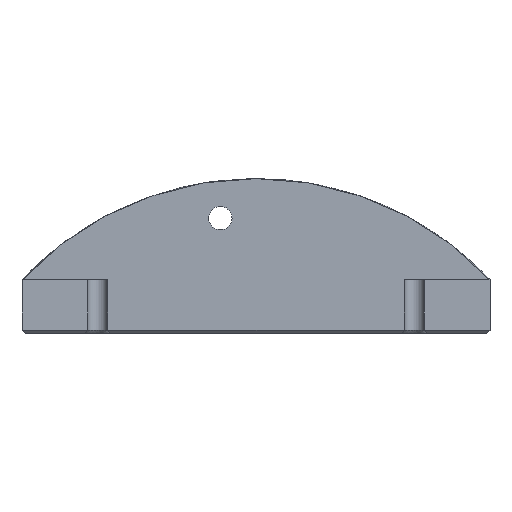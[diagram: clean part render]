
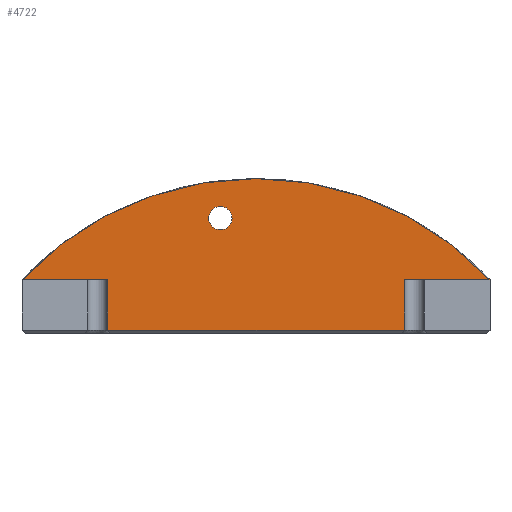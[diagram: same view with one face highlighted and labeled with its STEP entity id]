
A CAD part, front view. The second image highlights one B-rep face of the part: STEP entity #4722.
In plain terms, the highlighted planar face has unit normal (0, -1, 0).
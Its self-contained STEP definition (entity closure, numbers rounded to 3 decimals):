
#9 = LINE ( 'NONE', #2670, #424 ) ;
#282 = CARTESIAN_POINT ( 'NONE',  ( 70., 5., 8. ) ) ;
#381 = EDGE_CURVE ( 'NONE', #7616, #4653, #4652, .T. ) ;
#424 = VECTOR ( 'NONE', #6907, 1000. ) ;
#426 = EDGE_CURVE ( 'NONE', #2648, #5007, #6256, .T. ) ;
#475 = VERTEX_POINT ( 'NONE', #1651 ) ;
#585 = CARTESIAN_POINT ( 'NONE',  ( 60.2, 5., 8. ) ) ;
#636 = CARTESIAN_POINT ( 'NONE',  ( 57.2, 5., 0.5 ) ) ;
#649 = DIRECTION ( 'NONE',  ( -1., 0., 0. ) ) ;
#804 = DIRECTION ( 'NONE',  ( 1., 0., 0. ) ) ;
#940 = CARTESIAN_POINT ( 'NONE',  ( 0., 5., 0.5 ) ) ;
#960 = VERTEX_POINT ( 'NONE', #4027 ) ;
#1209 = FACE_OUTER_BOUND ( 'NONE', #3318, .T. ) ;
#1300 = VECTOR ( 'NONE', #3756, 1000. ) ;
#1303 = VECTOR ( 'NONE', #6272, 1000. ) ;
#1446 = DIRECTION ( 'NONE',  ( 0., -1., 0. ) ) ;
#1651 = CARTESIAN_POINT ( 'NONE',  ( 12.8, 5., 0.5 ) ) ;
#1695 = LINE ( 'NONE', #3073, #4902 ) ;
#1787 = ORIENTED_EDGE ( 'NONE', *, *, #426, .T. ) ;
#2526 = EDGE_CURVE ( 'NONE', #5016, #5239, #3527, .T. ) ;
#2569 = FACE_BOUND ( 'NONE', #5121, .T. ) ;
#2648 = VERTEX_POINT ( 'NONE', #585 ) ;
#2670 = CARTESIAN_POINT ( 'NONE',  ( 0., 5., 8. ) ) ;
#2692 = ORIENTED_EDGE ( 'NONE', *, *, #4179, .T. ) ;
#2977 = CARTESIAN_POINT ( 'NONE',  ( 0., 5., 8. ) ) ;
#3002 = ORIENTED_EDGE ( 'NONE', *, *, #8407, .T. ) ;
#3058 = CARTESIAN_POINT ( 'NONE',  ( 29.67, 5., 17.25 ) ) ;
#3073 = CARTESIAN_POINT ( 'NONE',  ( 0., 5., 8. ) ) ;
#3098 = CARTESIAN_POINT ( 'NONE',  ( 31.42, 5., 17.25 ) ) ;
#3148 = DIRECTION ( 'NONE',  ( 0., 1., 0. ) ) ;
#3252 = CARTESIAN_POINT ( 'NONE',  ( 0., 5., 8. ) ) ;
#3318 = EDGE_LOOP ( 'NONE', ( #4564, #4754, #3926, #4942, #1787, #5782, #2692, #3002 ) ) ;
#3411 = CIRCLE ( 'NONE', #8294, 48. ) ;
#3431 = ORIENTED_EDGE ( 'NONE', *, *, #7935, .F. ) ;
#3527 = LINE ( 'NONE', #6186, #5514 ) ;
#3542 = AXIS2_PLACEMENT_3D ( 'NONE', #6750, #1446, #804 ) ;
#3560 = EDGE_CURVE ( 'NONE', #5007, #5509, #3411, .T. ) ;
#3656 = CARTESIAN_POINT ( 'NONE',  ( 57.2, 5., 8. ) ) ;
#3756 = DIRECTION ( 'NONE',  ( 1., 0., 0. ) ) ;
#3765 = DIRECTION ( 'NONE',  ( 0., -1., 0. ) ) ;
#3926 = ORIENTED_EDGE ( 'NONE', *, *, #2526, .F. ) ;
#4027 = CARTESIAN_POINT ( 'NONE',  ( 9.8, 5., 8. ) ) ;
#4179 = EDGE_CURVE ( 'NONE', #5509, #960, #4409, .T. ) ;
#4267 = VECTOR ( 'NONE', #6320, 1000. ) ;
#4295 = DIRECTION ( 'NONE',  ( 1., 0., 0. ) ) ;
#4409 = LINE ( 'NONE', #7079, #1300 ) ;
#4564 = ORIENTED_EDGE ( 'NONE', *, *, #6663, .T. ) ;
#4652 = CIRCLE ( 'NONE', #3542, 1.75 ) ;
#4653 = VERTEX_POINT ( 'NONE', #3098 ) ;
#4722 = ADVANCED_FACE ( 'NONE', ( #1209, #2569 ), #8486, .F. ) ;
#4754 = ORIENTED_EDGE ( 'NONE', *, *, #4992, .T. ) ;
#4755 = CARTESIAN_POINT ( 'NONE',  ( 12.8, 5., 8. ) ) ;
#4902 = VECTOR ( 'NONE', #8459, 1000. ) ;
#4909 = CARTESIAN_POINT ( 'NONE',  ( 35., 5., -24.848 ) ) ;
#4942 = ORIENTED_EDGE ( 'NONE', *, *, #7723, .T. ) ;
#4992 = EDGE_CURVE ( 'NONE', #475, #5239, #7018, .T. ) ;
#5007 = VERTEX_POINT ( 'NONE', #282 ) ;
#5016 = VERTEX_POINT ( 'NONE', #3656 ) ;
#5121 = EDGE_LOOP ( 'NONE', ( #3431, #6585 ) ) ;
#5220 = AXIS2_PLACEMENT_3D ( 'NONE', #7255, #3148, #649 ) ;
#5239 = VERTEX_POINT ( 'NONE', #636 ) ;
#5449 = DIRECTION ( 'NONE',  ( 0., 0., -1. ) ) ;
#5509 = VERTEX_POINT ( 'NONE', #3252 ) ;
#5514 = VECTOR ( 'NONE', #5449, 1000. ) ;
#5627 = VECTOR ( 'NONE', #4295, 1000. ) ;
#5782 = ORIENTED_EDGE ( 'NONE', *, *, #3560, .T. ) ;
#6022 = CIRCLE ( 'NONE', #7841, 1.75 ) ;
#6186 = CARTESIAN_POINT ( 'NONE',  ( 57.2, 5., 8. ) ) ;
#6245 = VERTEX_POINT ( 'NONE', #6927 ) ;
#6256 = LINE ( 'NONE', #2977, #5627 ) ;
#6272 = DIRECTION ( 'NONE',  ( 1., 0., 0. ) ) ;
#6320 = DIRECTION ( 'NONE',  ( 0., 0., -1. ) ) ;
#6585 = ORIENTED_EDGE ( 'NONE', *, *, #381, .F. ) ;
#6663 = EDGE_CURVE ( 'NONE', #6245, #475, #8001, .T. ) ;
#6750 = CARTESIAN_POINT ( 'NONE',  ( 29.67, 5., 17.25 ) ) ;
#6907 = DIRECTION ( 'NONE',  ( 1., 0., 0. ) ) ;
#6926 = DIRECTION ( 'NONE',  ( -1., 0., 0. ) ) ;
#6927 = CARTESIAN_POINT ( 'NONE',  ( 12.8, 5., 8. ) ) ;
#7018 = LINE ( 'NONE', #940, #1303 ) ;
#7079 = CARTESIAN_POINT ( 'NONE',  ( 0., 5., 8. ) ) ;
#7255 = CARTESIAN_POINT ( 'NONE',  ( 0., 5., 8. ) ) ;
#7581 = DIRECTION ( 'NONE',  ( 0., -1., 0. ) ) ;
#7616 = VERTEX_POINT ( 'NONE', #8631 ) ;
#7723 = EDGE_CURVE ( 'NONE', #5016, #2648, #9, .T. ) ;
#7841 = AXIS2_PLACEMENT_3D ( 'NONE', #3058, #3765, #8398 ) ;
#7935 = EDGE_CURVE ( 'NONE', #4653, #7616, #6022, .T. ) ;
#8001 = LINE ( 'NONE', #4755, #4267 ) ;
#8294 = AXIS2_PLACEMENT_3D ( 'NONE', #4909, #7581, #6926 ) ;
#8398 = DIRECTION ( 'NONE',  ( 1., 0., 0. ) ) ;
#8407 = EDGE_CURVE ( 'NONE', #960, #6245, #1695, .T. ) ;
#8459 = DIRECTION ( 'NONE',  ( 1., 0., 0. ) ) ;
#8486 = PLANE ( 'NONE',  #5220 ) ;
#8631 = CARTESIAN_POINT ( 'NONE',  ( 27.92, 5., 17.25 ) ) ;
